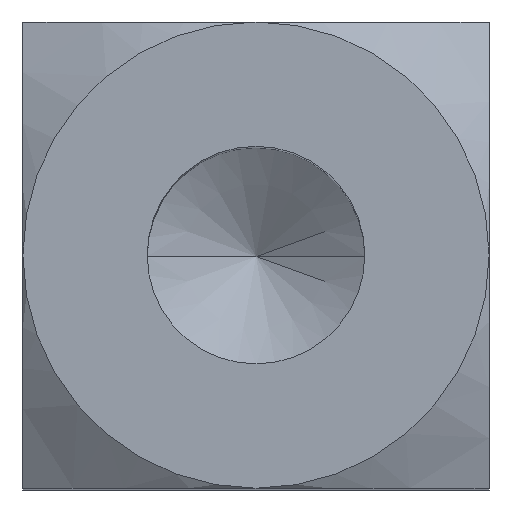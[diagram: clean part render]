
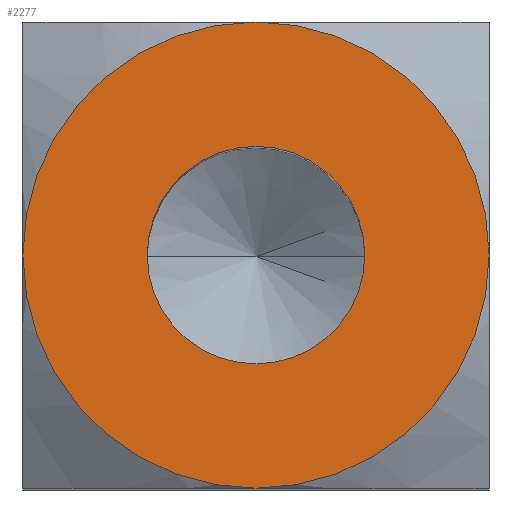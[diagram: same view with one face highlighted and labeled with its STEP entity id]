
A CAD part, top view. The second image highlights one B-rep face of the part: STEP entity #2277.
In plain terms, the highlighted planar face has unit normal (0, 0, 1).
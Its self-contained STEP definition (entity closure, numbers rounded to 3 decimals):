
#240 = CARTESIAN_POINT ( 'NONE',  ( -2.1, 0., 20. ) ) ;
#241 = CARTESIAN_POINT ( 'NONE',  ( 2.1, 0., 20. ) ) ;
#470 = CARTESIAN_POINT ( 'NONE',  ( -4.5, -4.5, 20. ) ) ;
#475 = FACE_OUTER_BOUND ( 'NONE', #2942, .T. ) ;
#479 = FACE_BOUND ( 'NONE', #2967, .T. ) ;
#480 = PLANE ( 'NONE',  #3560 ) ;
#482 = DIRECTION ( 'NONE',  ( 0., 0., 1. ) ) ;
#483 = DIRECTION ( 'NONE',  ( 1., 0., 0. ) ) ;
#795 = CARTESIAN_POINT ( 'NONE',  ( 0., 0., 20. ) ) ;
#796 = DIRECTION ( 'NONE',  ( 0., 0., 1. ) ) ;
#797 = DIRECTION ( 'NONE',  ( 1., 0., 0. ) ) ;
#798 = CARTESIAN_POINT ( 'NONE',  ( 0., 0., 20. ) ) ;
#799 = DIRECTION ( 'NONE',  ( 0., 0., 1. ) ) ;
#800 = DIRECTION ( 'NONE',  ( 1., 0., 0. ) ) ;
#801 = CARTESIAN_POINT ( 'NONE',  ( 0., 0., 20. ) ) ;
#802 = DIRECTION ( 'NONE',  ( 0., 0., -1. ) ) ;
#803 = DIRECTION ( 'NONE',  ( -1., 0., 0. ) ) ;
#806 = CARTESIAN_POINT ( 'NONE',  ( 0., 0., 20. ) ) ;
#807 = DIRECTION ( 'NONE',  ( 0., 0., 1. ) ) ;
#808 = DIRECTION ( 'NONE',  ( 1., 0., 0. ) ) ;
#811 = CARTESIAN_POINT ( 'NONE',  ( 0., 0., 20. ) ) ;
#812 = DIRECTION ( 'NONE',  ( 0., 0., 1. ) ) ;
#813 = DIRECTION ( 'NONE',  ( 1., 0., 0. ) ) ;
#1047 = CARTESIAN_POINT ( 'NONE',  ( 0., 0., 20. ) ) ;
#1048 = DIRECTION ( 'NONE',  ( 0., 0., 1. ) ) ;
#1049 = DIRECTION ( 'NONE',  ( 1., 0., 0. ) ) ;
#1203 = EDGE_CURVE ( 'NONE', #2976, #2978, #4252, .T. ) ;
#1250 = EDGE_CURVE ( 'NONE', #3048, #3050, #4040, .T. ) ;
#1251 = EDGE_CURVE ( 'NONE', #3046, #3048, #4041, .T. ) ;
#1252 = EDGE_CURVE ( 'NONE', #3046, #3052, #4042, .T. ) ;
#1253 = EDGE_CURVE ( 'NONE', #3050, #3052, #4044, .T. ) ;
#1254 = EDGE_CURVE ( 'NONE', #2978, #2976, #4046, .T. ) ;
#1939 = ORIENTED_EDGE ( 'NONE', *, *, #1254, .F. ) ;
#1940 = ORIENTED_EDGE ( 'NONE', *, *, #1203, .F. ) ;
#1941 = ORIENTED_EDGE ( 'NONE', *, *, #1250, .T. ) ;
#1942 = ORIENTED_EDGE ( 'NONE', *, *, #1253, .T. ) ;
#1943 = ORIENTED_EDGE ( 'NONE', *, *, #1252, .F. ) ;
#1944 = ORIENTED_EDGE ( 'NONE', *, *, #1251, .T. ) ;
#2277 = ADVANCED_FACE ( 'NONE', ( #479, #475 ), #480, .T. ) ;
#2942 = EDGE_LOOP ( 'NONE', ( #1941, #1942, #1943, #1944 ) ) ;
#2967 = EDGE_LOOP ( 'NONE', ( #1939, #1940 ) ) ;
#2976 = VERTEX_POINT ( 'NONE', #240 ) ;
#2978 = VERTEX_POINT ( 'NONE', #241 ) ;
#3046 = VERTEX_POINT ( 'NONE', #3641 ) ;
#3048 = VERTEX_POINT ( 'NONE', #3643 ) ;
#3050 = VERTEX_POINT ( 'NONE', #3645 ) ;
#3052 = VERTEX_POINT ( 'NONE', #3647 ) ;
#3560 = AXIS2_PLACEMENT_3D ( 'NONE', #470, #482, #483 ) ;
#3641 = CARTESIAN_POINT ( 'NONE',  ( -4.5, 0., 20. ) ) ;
#3643 = CARTESIAN_POINT ( 'NONE',  ( 0., -4.5, 20. ) ) ;
#3645 = CARTESIAN_POINT ( 'NONE',  ( 4.5, 0., 20. ) ) ;
#3647 = CARTESIAN_POINT ( 'NONE',  ( 0., 4.5, 20. ) ) ;
#4039 = AXIS2_PLACEMENT_3D ( 'NONE', #795, #796, #797 ) ;
#4040 = CIRCLE ( 'NONE', #4039, 4.5 ) ;
#4041 = CIRCLE ( 'NONE', #4043, 4.5 ) ;
#4042 = CIRCLE ( 'NONE', #4045, 4.5 ) ;
#4043 = AXIS2_PLACEMENT_3D ( 'NONE', #798, #799, #800 ) ;
#4044 = CIRCLE ( 'NONE', #4047, 4.5 ) ;
#4045 = AXIS2_PLACEMENT_3D ( 'NONE', #801, #802, #803 ) ;
#4046 = CIRCLE ( 'NONE', #4049, 2.1 ) ;
#4047 = AXIS2_PLACEMENT_3D ( 'NONE', #806, #807, #808 ) ;
#4049 = AXIS2_PLACEMENT_3D ( 'NONE', #811, #812, #813 ) ;
#4252 = CIRCLE ( 'NONE', #4254, 2.1 ) ;
#4254 = AXIS2_PLACEMENT_3D ( 'NONE', #1047, #1048, #1049 ) ;
